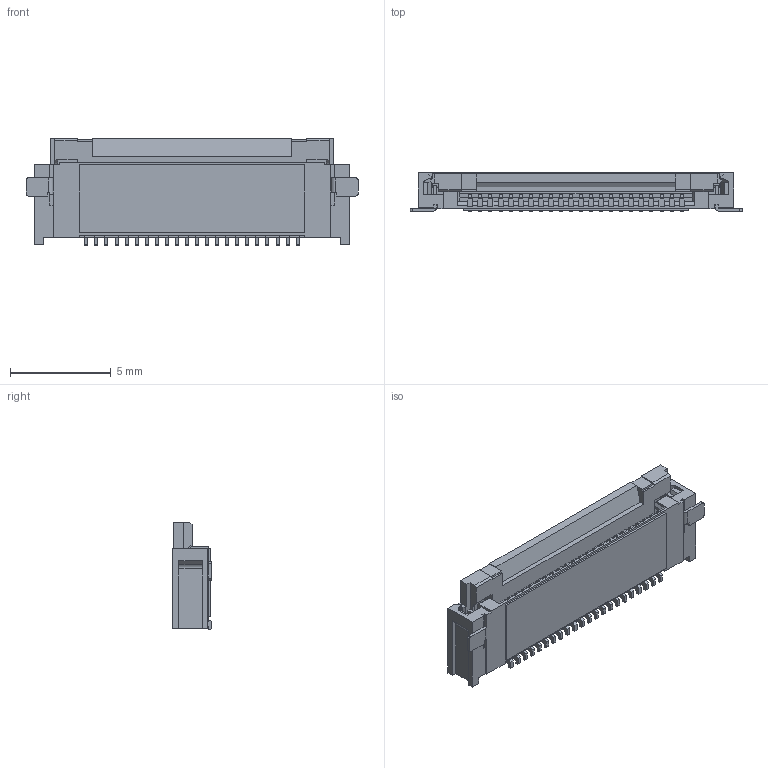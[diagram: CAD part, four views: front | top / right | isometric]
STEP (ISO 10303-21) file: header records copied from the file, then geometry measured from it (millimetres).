
FILE_DESCRIPTION(/* description */ (''),/* implementation_level */ '2;1');
FILE_NAME(/* name */ '5051102291.step',/* time_stamp */ '2019-03-30T16:14:14+01:00',/* author */ (''),/* organization */ (''),/* preprocessor_version */ 'ST-DEVELOPER v17.2',/* originating_system */ 'Autodesk Translation Framework v7.6.0.251',/* authorisation */ '');
FILE_SCHEMA (('AUTOMOTIVE_DESIGN { 1 0 10303 214 3 1 1 }'));
Length unit declared in the file: millimetre
Products named in the file (1): 5051102291
Bounding box: 16.5 x 1.9 x 5.3 mm (x, y, z)
Volume: 93.8 mm3; surface area: 392 mm2
Topology: 1 solids, 1 shells, 1126 faces, 3479 edges, 2312 vertices
Faces by surface type: plane 1030, cylinder 96
Entity records: 38864 total; most frequent: ORIENTED_EDGE 6958, CARTESIAN_POINT 6936, DIRECTION 5973, EDGE_CURVE 3479, LINE 3235, VECTOR 3235, VERTEX_POINT 2312, AXIS2_PLACEMENT_3D 1369
